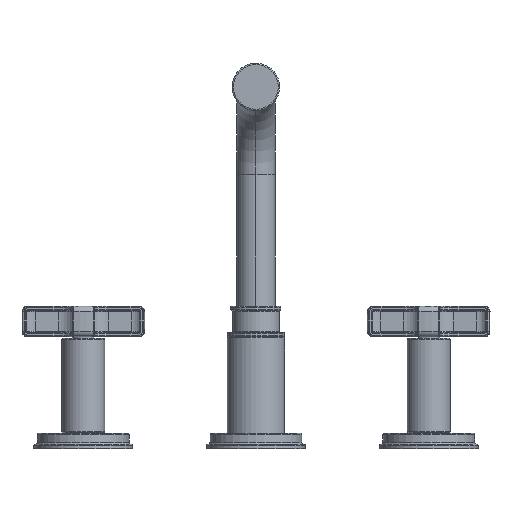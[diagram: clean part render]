
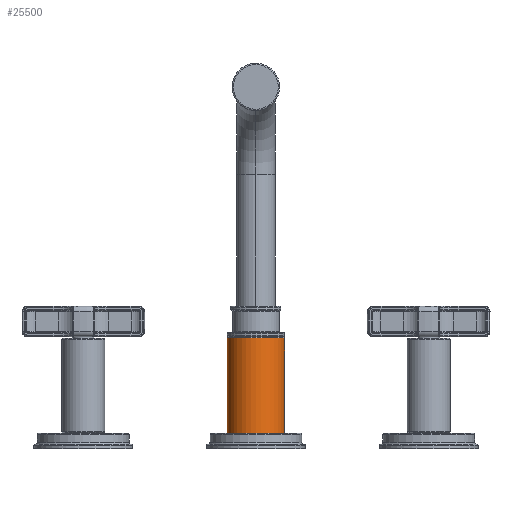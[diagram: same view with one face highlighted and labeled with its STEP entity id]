
A CAD part, front view. The second image highlights one B-rep face of the part: STEP entity #25500.
In plain terms, the highlighted cylindrical face has radius 16.662 mm (diameter 33.325 mm), a partial arc.
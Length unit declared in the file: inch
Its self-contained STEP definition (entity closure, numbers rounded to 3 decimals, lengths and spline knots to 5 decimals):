
#23832=CARTESIAN_POINT('',(0.,0.,0.35));
#23833=DIRECTION('',(0.,0.,-1.));
#23834=DIRECTION('',(1.,0.,0.));
#23835=AXIS2_PLACEMENT_3D('',#23832,#23833,#23834);
#23840=DIRECTION('',(0.,0.,1.));
#23841=VECTOR('',#23840,2.17672);
#23842=CARTESIAN_POINT('',(-0.656,0.,0.35));
#23843=LINE('',#23842,#23841);
#23847=CARTESIAN_POINT('',(0.,0.,2.52672));
#23848=DIRECTION('',(0.,0.,-1.));
#23849=DIRECTION('',(1.,0.,0.));
#23850=AXIS2_PLACEMENT_3D('',#23847,#23848,#23849);
#23855=DIRECTION('',(0.,0.,1.));
#23856=VECTOR('',#23855,2.17672);
#23857=CARTESIAN_POINT('',(0.656,0.,0.35));
#23858=LINE('',#23857,#23856);
#23953=CARTESIAN_POINT('',(0.656,0.,2.52672));
#23954=CARTESIAN_POINT('',(-0.656,0.,2.52672));
#23955=VERTEX_POINT('',#23953);
#23956=VERTEX_POINT('',#23954);
#24009=CARTESIAN_POINT('',(-0.656,0.,0.35));
#24010=CARTESIAN_POINT('',(0.656,0.,0.35));
#24011=VERTEX_POINT('',#24009);
#24012=VERTEX_POINT('',#24010);
#25488=CARTESIAN_POINT('',(0.,0.,3.4125));
#25489=DIRECTION('',(0.,0.,-1.));
#25490=DIRECTION('',(1.,0.,0.));
#25491=AXIS2_PLACEMENT_3D('',#25488,#25489,#25490);
#25492=CYLINDRICAL_SURFACE('',#25491,0.656);
#25493=ORIENTED_EDGE('',*,*,#25226,.T.);
#25494=ORIENTED_EDGE('',*,*,#25202,.T.);
#25496=ORIENTED_EDGE('',*,*,#25495,.F.);
#25497=ORIENTED_EDGE('',*,*,#25199,.F.);
#25498=EDGE_LOOP('',(#25493,#25494,#25496,#25497));
#25499=FACE_OUTER_BOUND('',#25498,.F.);
#23836=CIRCLE('',#23835,0.656);
#23851=CIRCLE('',#23850,0.656);
#25199=EDGE_CURVE('',#24012,#23955,#23858,.T.);
#25202=EDGE_CURVE('',#24011,#23956,#23843,.T.);
#25226=EDGE_CURVE('',#24012,#24011,#23836,.T.);
#25495=EDGE_CURVE('',#23955,#23956,#23851,.T.);
#25500=ADVANCED_FACE('',(#25499),#25492,.T.);
